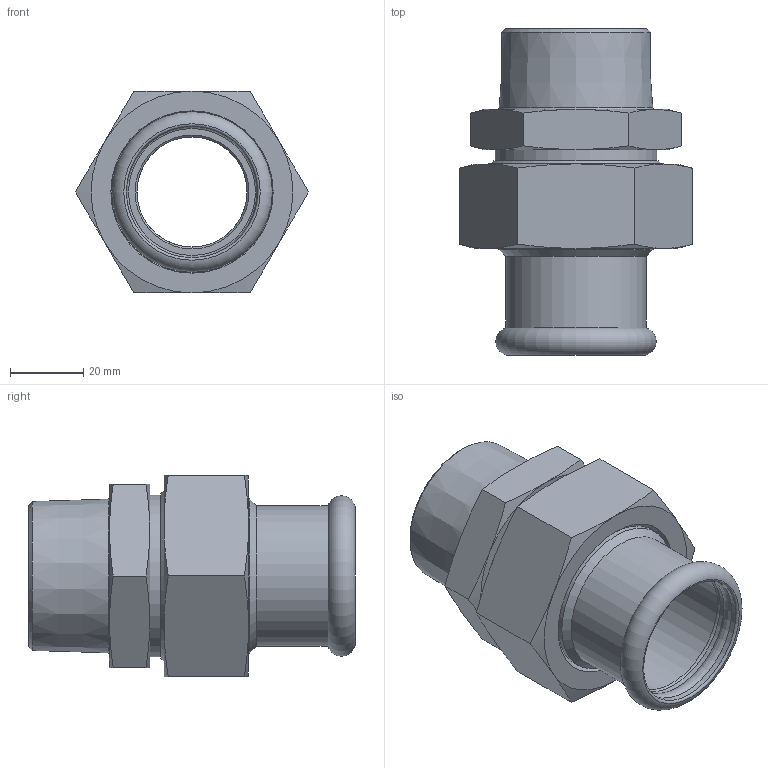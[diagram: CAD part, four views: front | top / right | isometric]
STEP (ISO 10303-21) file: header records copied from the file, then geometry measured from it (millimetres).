
FILE_DESCRIPTION(/* description */ (''),/* implementation_level */ '2;1');
FILE_NAME(/* name */ '384035000_Steelpres.stp',/* time_stamp */ '2022-10-21T16:20:13+02:00',/* author */ ('Vault'),/* organization */ ('Raccorderie metalliche s.p.a. '),/* preprocessor_version */ 'ST-DEVELOPER v18.1',/* originating_system */ 'Autodesk Inventor 2020',/* authorisation */ 'Raccorderie metalliche s.p.a. ');
FILE_SCHEMA (('AUTOMOTIVE_DESIGN { 1 0 10303 214 3 1 1 }'));
Length unit declared in the file: millimetre
Products named in the file (1): 384035000_Steelpres
Bounding box: 63.51 x 89 x 55 mm (x, y, z)
Volume: 83130 mm3; surface area: 31003.9 mm2
Topology: 1 solids, 1 shells, 85 faces, 204 edges, 131 vertices
Faces by surface type: cone 37, plane 26, cylinder 13, torus 9
Full cylindrical faces by diameter (mm): 30 x3, 35.4 x1, 35.8 x2, 38.4 x1, 42 x2, 42.2 x1, 44 x1, 44.5 x1, 45 x1
Entity records: 2513 total; most frequent: CARTESIAN_POINT 517, DIRECTION 446, ORIENTED_EDGE 408, EDGE_CURVE 204, AXIS2_PLACEMENT_3D 204, VERTEX_POINT 131, CIRCLE 118, EDGE_LOOP 97
